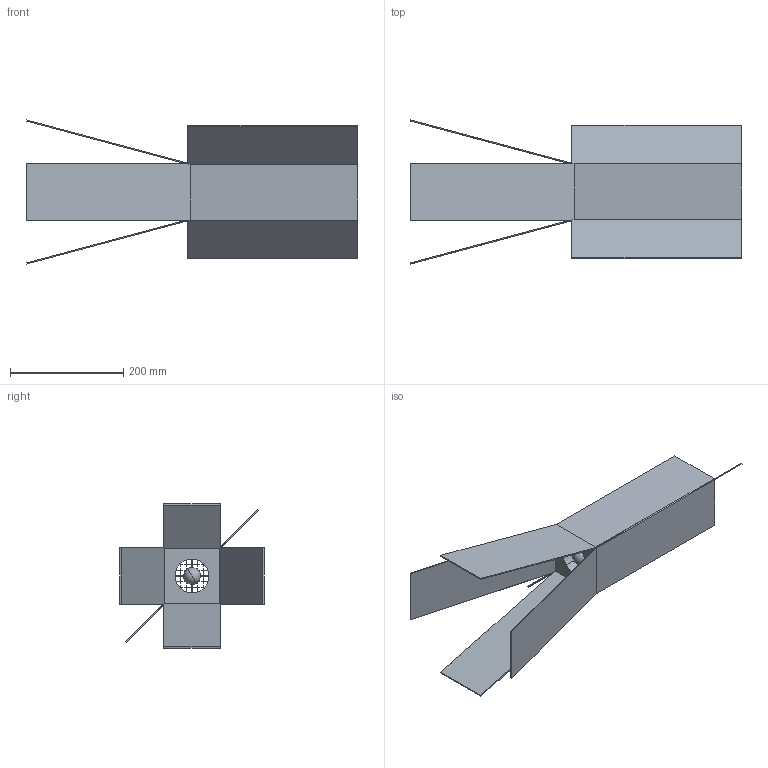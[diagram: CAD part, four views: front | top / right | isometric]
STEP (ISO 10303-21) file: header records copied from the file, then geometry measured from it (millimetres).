
FILE_DESCRIPTION(('CATIA V5 STEP Exchange'),'2;1');
FILE_NAME('CS_1021.stp','2021-09-30T15:10:55+00:00',('none'),('none'),'CATIA Version 5 Release 21 SP 6 (IN-10)','CATIA V5 STEP AP203','none');
FILE_SCHEMA(('CONFIG_CONTROL_DESIGN'));
Length unit declared in the file: millimetre
Products named in the file (1): CS_1021
Bounding box: 585.21 x 254.64 x 254.64 mm (x, y, z)
Volume: 1985868 mm3; surface area: 839708.7 mm2
Topology: 1 solids, 1 shells, 339 faces, 1014 edges, 644 vertices
Faces by surface type: plane 309, bspline 24, cylinder 2, cone 2, sphere 2
Entity records: 10886 total; most frequent: CARTESIAN_POINT 2779, ORIENTED_EDGE 2020, DIRECTION 1062, EDGE_CURVE 1010, VECTOR 920, LINE 920, VERTEX_POINT 644, EDGE_LOOP 444
